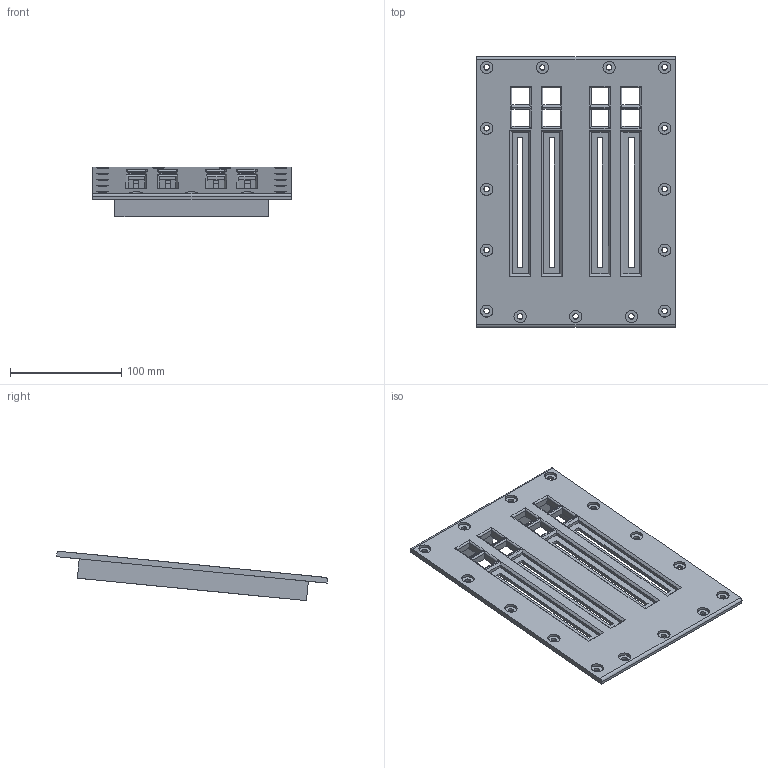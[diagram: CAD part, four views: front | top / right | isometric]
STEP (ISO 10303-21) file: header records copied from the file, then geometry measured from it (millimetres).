
FILE_DESCRIPTION(/* description */ (''),/* implementation_level */ '2;1');
FILE_NAME(/* name */ 'Fader-Module-up.step',/* time_stamp */ '2025-12-01T21:06:56+01:00',/* author */ (''),/* organization */ (''),/* preprocessor_version */ 'ST-DEVELOPER v20.1',/* originating_system */ 'Autodesk Translation Framework v14.17.0.0',/* authorisation */ '');
FILE_SCHEMA (('AUTOMOTIVE_DESIGN { 1 0 10303 214 3 1 1 }'));
Length unit declared in the file: millimetre
Products named in the file (2): PreSonus StudioLive_16.0.2; front-middle-module
Assembly tree (1 placements, depth 2):
  PreSonus StudioLive_16.0.2
    front-middle-module
Bounding box: 178.5 x 243.58 x 44.33 mm (x, y, z)
Volume: 289769.9 mm3; surface area: 116758.4 mm2
Topology: 1 solids, 1 shells, 257 faces, 612 edges, 392 vertices
Faces by surface type: plane 130, cylinder 97, bspline 30
Full cylindrical faces by diameter (mm): 1.5 x15, 11 x15
Entity records: 7891 total; most frequent: CARTESIAN_POINT 1846, ORIENTED_EDGE 1224, DIRECTION 1172, EDGE_CURVE 612, LINE 392, VECTOR 392, VERTEX_POINT 392, AXIS2_PLACEMENT_3D 390
